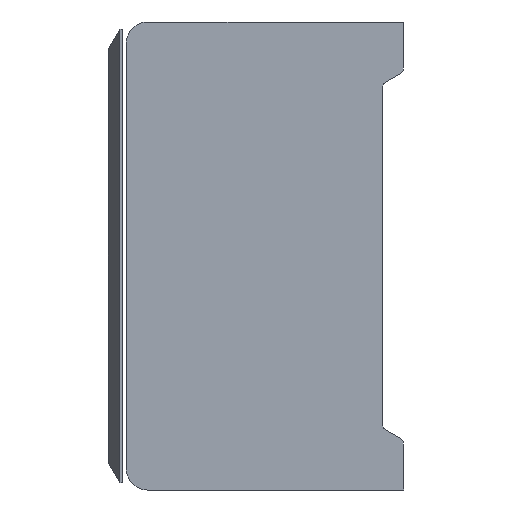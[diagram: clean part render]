
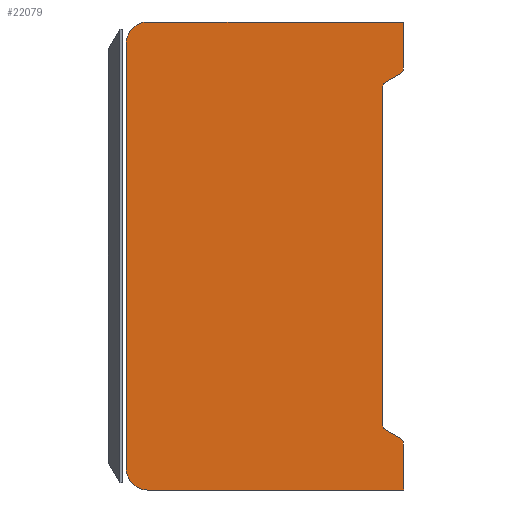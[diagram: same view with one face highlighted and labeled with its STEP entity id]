
A CAD part, left-side view. The second image highlights one B-rep face of the part: STEP entity #22079.
In plain terms, the highlighted planar face has unit normal (-1, 0, 0).
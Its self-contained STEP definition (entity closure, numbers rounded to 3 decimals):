
#2401=CARTESIAN_POINT('',(-114.75,35.8,-29.75));
#2402=DIRECTION('',(1.,0.,0.));
#2403=DIRECTION('',(0.,0.,-1.));
#2404=AXIS2_PLACEMENT_3D('',#2401,#2402,#2403);
#2406=DIRECTION('',(0.,0.,1.));
#2407=VECTOR('',#2406,59.5);
#2408=CARTESIAN_POINT('',(-114.75,38.8,-29.75));
#2409=LINE('',#2408,#2407);
#2410=CARTESIAN_POINT('',(-114.75,35.8,29.75));
#2411=DIRECTION('',(1.,0.,0.));
#2412=DIRECTION('',(0.,1.,0.));
#2413=AXIS2_PLACEMENT_3D('',#2410,#2411,#2412);
#2415=DIRECTION('',(0.,-1.,0.));
#2416=VECTOR('',#2415,35.8);
#2417=CARTESIAN_POINT('',(-114.75,35.8,32.75));
#2418=LINE('',#2417,#2416);
#2419=CARTESIAN_POINT('',(-114.75,1.,26.327));
#2420=DIRECTION('',(1.,0.,0.));
#2421=DIRECTION('',(0.,-1.,0.));
#2422=AXIS2_PLACEMENT_3D('',#2419,#2420,#2421);
#2424=DIRECTION('',(0.,0.866,-0.5));
#2425=VECTOR('',#2424,2.309);
#2426=CARTESIAN_POINT('',(-114.75,0.5,25.461));
#2427=LINE('',#2426,#2425);
#2428=CARTESIAN_POINT('',(-114.75,2.,23.441));
#2429=DIRECTION('',(-1.,0.,0.));
#2430=DIRECTION('',(0.,0.5,0.866));
#2431=AXIS2_PLACEMENT_3D('',#2428,#2429,#2430);
#2433=DIRECTION('',(0.,0.,-1.));
#2434=VECTOR('',#2433,46.881);
#2435=CARTESIAN_POINT('',(-114.75,3.,23.441));
#2436=LINE('',#2435,#2434);
#2437=CARTESIAN_POINT('',(-114.75,2.,-23.441));
#2438=DIRECTION('',(-1.,0.,0.));
#2439=DIRECTION('',(0.,1.,0.));
#2440=AXIS2_PLACEMENT_3D('',#2437,#2438,#2439);
#2442=DIRECTION('',(0.,-0.866,-0.5));
#2443=VECTOR('',#2442,2.309);
#2444=CARTESIAN_POINT('',(-114.75,2.5,-24.307));
#2445=LINE('',#2444,#2443);
#2446=CARTESIAN_POINT('',(-114.75,1.,-26.327));
#2447=DIRECTION('',(1.,0.,0.));
#2448=DIRECTION('',(0.,-0.5,0.866));
#2449=AXIS2_PLACEMENT_3D('',#2446,#2447,#2448);
#2451=DIRECTION('',(0.,1.,0.));
#2452=VECTOR('',#2451,35.8);
#2453=CARTESIAN_POINT('',(-114.75,0.,-32.75));
#2454=LINE('',#2453,#2452);
#9143=DIRECTION('',(0.,0.,1.));
#9144=VECTOR('',#9143,6.423);
#9145=CARTESIAN_POINT('',(-114.75,0.,26.327));
#9146=LINE('',#9145,#9144);
#9244=DIRECTION('',(0.,0.,1.));
#9245=VECTOR('',#9244,6.423);
#9246=CARTESIAN_POINT('',(-114.75,0.,-32.75));
#9247=LINE('',#9246,#9245);
#15047=CARTESIAN_POINT('',(-114.75,38.8,29.75));
#15048=VERTEX_POINT('',#15047);
#15050=CARTESIAN_POINT('',(-114.75,38.8,-29.75));
#15052=VERTEX_POINT('',#15050);
#15189=CARTESIAN_POINT('',(-114.75,0.,32.75));
#15190=VERTEX_POINT('',#15189);
#15215=CARTESIAN_POINT('',(-114.75,35.8,32.75));
#15216=VERTEX_POINT('',#15215);
#16074=CARTESIAN_POINT('',(-114.75,35.8,-32.75));
#16075=VERTEX_POINT('',#16074);
#16513=CARTESIAN_POINT('',(-114.75,3.,23.441));
#16515=VERTEX_POINT('',#16513);
#16516=CARTESIAN_POINT('',(-114.75,0.,26.327));
#16517=CARTESIAN_POINT('',(-114.75,0.5,25.461));
#16518=VERTEX_POINT('',#16516);
#16519=VERTEX_POINT('',#16517);
#16520=CARTESIAN_POINT('',(-114.75,2.5,24.307));
#16521=VERTEX_POINT('',#16520);
#16522=CARTESIAN_POINT('',(-114.75,3.,-23.441));
#16523=VERTEX_POINT('',#16522);
#16524=CARTESIAN_POINT('',(-114.75,2.5,-24.307));
#16525=VERTEX_POINT('',#16524);
#16526=CARTESIAN_POINT('',(-114.75,0.5,-25.461));
#16527=VERTEX_POINT('',#16526);
#16528=CARTESIAN_POINT('',(-114.75,0.,-26.327));
#16529=VERTEX_POINT('',#16528);
#16530=CARTESIAN_POINT('',(-114.75,0.,-32.75));
#16531=VERTEX_POINT('',#16530);
#22047=CARTESIAN_POINT('',(-114.75,19.4,0.));
#22048=DIRECTION('',(1.,0.,0.));
#22049=DIRECTION('',(0.,0.,1.));
#22050=AXIS2_PLACEMENT_3D('',#22047,#22048,#22049);
#22051=PLANE('',#22050);
#22053=ORIENTED_EDGE('',*,*,#22052,.T.);
#22054=ORIENTED_EDGE('',*,*,#22005,.T.);
#22055=ORIENTED_EDGE('',*,*,#22034,.T.);
#22056=ORIENTED_EDGE('',*,*,#21558,.T.);
#22058=ORIENTED_EDGE('',*,*,#22057,.F.);
#22060=ORIENTED_EDGE('',*,*,#22059,.T.);
#22062=ORIENTED_EDGE('',*,*,#22061,.T.);
#22064=ORIENTED_EDGE('',*,*,#22063,.T.);
#22066=ORIENTED_EDGE('',*,*,#22065,.T.);
#22068=ORIENTED_EDGE('',*,*,#22067,.T.);
#22070=ORIENTED_EDGE('',*,*,#22069,.T.);
#22072=ORIENTED_EDGE('',*,*,#22071,.T.);
#22074=ORIENTED_EDGE('',*,*,#22073,.F.);
#22076=ORIENTED_EDGE('',*,*,#22075,.T.);
#22077=EDGE_LOOP('',(#22053,#22054,#22055,#22056,#22058,#22060,#22062,#22064,
#22066,#22068,#22070,#22072,#22074,#22076));
#22078=FACE_OUTER_BOUND('',#22077,.F.);
#2405=CIRCLE('',#2404,3.);
#2414=CIRCLE('',#2413,3.);
#2423=CIRCLE('',#2422,1.);
#2432=CIRCLE('',#2431,1.);
#2441=CIRCLE('',#2440,1.);
#2450=CIRCLE('',#2449,1.);
#21558=EDGE_CURVE('',#15216,#15190,#2418,.T.);
#22005=EDGE_CURVE('',#15052,#15048,#2409,.T.);
#22034=EDGE_CURVE('',#15048,#15216,#2414,.T.);
#22052=EDGE_CURVE('',#16075,#15052,#2405,.T.);
#22057=EDGE_CURVE('',#16518,#15190,#9146,.T.);
#22059=EDGE_CURVE('',#16518,#16519,#2423,.T.);
#22061=EDGE_CURVE('',#16519,#16521,#2427,.T.);
#22063=EDGE_CURVE('',#16521,#16515,#2432,.T.);
#22065=EDGE_CURVE('',#16515,#16523,#2436,.T.);
#22067=EDGE_CURVE('',#16523,#16525,#2441,.T.);
#22069=EDGE_CURVE('',#16525,#16527,#2445,.T.);
#22071=EDGE_CURVE('',#16527,#16529,#2450,.T.);
#22073=EDGE_CURVE('',#16531,#16529,#9247,.T.);
#22075=EDGE_CURVE('',#16531,#16075,#2454,.T.);
#22079=ADVANCED_FACE('',(#22078),#22051,.F.);
